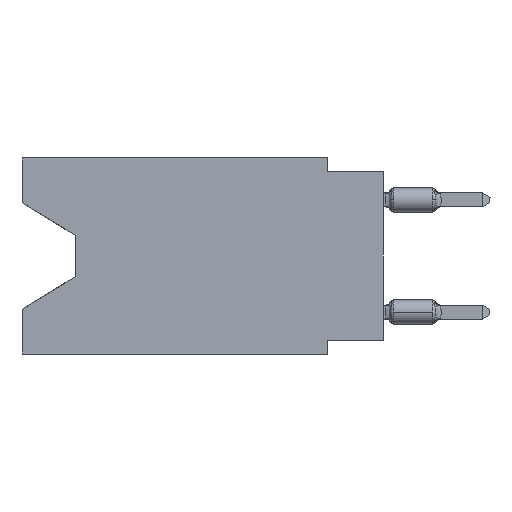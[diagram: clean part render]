
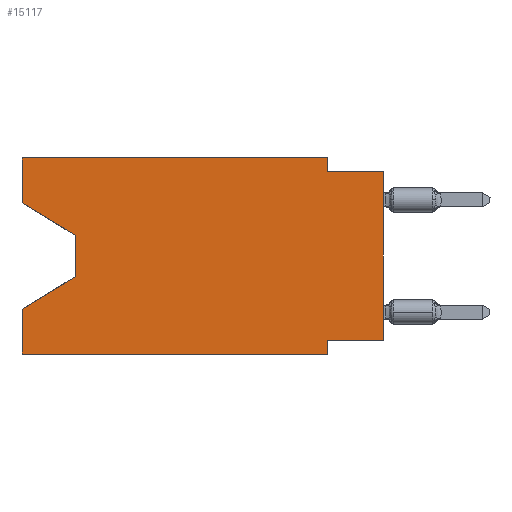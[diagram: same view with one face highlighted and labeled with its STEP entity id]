
A CAD part, left-side view. The second image highlights one B-rep face of the part: STEP entity #15117.
In plain terms, the highlighted planar face has unit normal (-1, 0, 0).
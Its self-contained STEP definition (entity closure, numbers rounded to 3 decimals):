
#1688 = DIRECTION ( 'NONE',  ( 0., 0., 1. ) ) ;
#1745 = LINE ( 'NONE', #44308, #19096 ) ;
#2289 = CARTESIAN_POINT ( 'NONE',  ( 0., 2.54, 0. ) ) ;
#4095 = CARTESIAN_POINT ( 'NONE',  ( 0., 0., -8.255 ) ) ;
#4379 = CARTESIAN_POINT ( 'NONE',  ( 0., 0., -8.255 ) ) ;
#5188 = VERTEX_POINT ( 'NONE', #26487 ) ;
#5438 = ORIENTED_EDGE ( 'NONE', *, *, #47636, .F. ) ;
#5441 = CARTESIAN_POINT ( 'NONE',  ( 0., 16.383, 0. ) ) ;
#5986 = LINE ( 'NONE', #20594, #12489 ) ;
#6558 = LINE ( 'NONE', #25534, #22968 ) ;
#6629 = CARTESIAN_POINT ( 'NONE',  ( 0., 16.383, -2.038 ) ) ;
#7762 = LINE ( 'NONE', #22660, #46871 ) ;
#8461 = DIRECTION ( 'NONE',  ( 0., 1., 0. ) ) ;
#11328 = CARTESIAN_POINT ( 'NONE',  ( 0., 0., 0. ) ) ;
#11675 = ORIENTED_EDGE ( 'NONE', *, *, #33110, .T. ) ;
#12100 = DIRECTION ( 'NONE',  ( 1., 0., 0. ) ) ;
#12353 = CARTESIAN_POINT ( 'NONE',  ( 0., 2.54, -0.635 ) ) ;
#12489 = VECTOR ( 'NONE', #56975, 1000. ) ;
#12662 = EDGE_LOOP ( 'NONE', ( #50067, #11675, #47681, #5438, #58827, #18883, #23096, #27472, #59307, #15393, #50864, #35340 ) ) ;
#13023 = CARTESIAN_POINT ( 'NONE',  ( 0., 16.383, 0. ) ) ;
#13599 = VERTEX_POINT ( 'NONE', #14600 ) ;
#13673 = CARTESIAN_POINT ( 'NONE',  ( 0., 2.54, -8.255 ) ) ;
#14600 = CARTESIAN_POINT ( 'NONE',  ( 0., 0., -0.635 ) ) ;
#15117 = ADVANCED_FACE ( 'NONE', ( #36005 ), #50284, .F. ) ;
#15393 = ORIENTED_EDGE ( 'NONE', *, *, #48944, .F. ) ;
#16232 = EDGE_CURVE ( 'NONE', #31900, #35178, #59653, .T. ) ;
#17077 = CARTESIAN_POINT ( 'NONE',  ( 0., 2.54, -8.89 ) ) ;
#17085 = VERTEX_POINT ( 'NONE', #45602 ) ;
#17827 = EDGE_CURVE ( 'NONE', #35548, #42438, #6558, .T. ) ;
#18883 = ORIENTED_EDGE ( 'NONE', *, *, #16232, .F. ) ;
#19096 = VECTOR ( 'NONE', #20381, 1000. ) ;
#19242 = LINE ( 'NONE', #28573, #36506 ) ;
#19287 = EDGE_CURVE ( 'NONE', #43182, #13599, #44250, .T. ) ;
#19543 = VECTOR ( 'NONE', #31523, 1000. ) ;
#20381 = DIRECTION ( 'NONE',  ( 0., -1., 0. ) ) ;
#20594 = CARTESIAN_POINT ( 'NONE',  ( 0., 13.97, -3.505 ) ) ;
#22062 = VECTOR ( 'NONE', #1688, 1000. ) ;
#22660 = CARTESIAN_POINT ( 'NONE',  ( 0., 16.383, -2.038 ) ) ;
#22664 = LINE ( 'NONE', #5441, #45708 ) ;
#22968 = VECTOR ( 'NONE', #34222, 1000. ) ;
#23096 = ORIENTED_EDGE ( 'NONE', *, *, #34552, .F. ) ;
#23419 = LINE ( 'NONE', #61351, #53084 ) ;
#24421 = DIRECTION ( 'NONE',  ( 0., 0., 1. ) ) ;
#25534 = CARTESIAN_POINT ( 'NONE',  ( 0., 16.383, 0. ) ) ;
#26235 = DIRECTION ( 'NONE',  ( 0., -1., 0. ) ) ;
#26487 = CARTESIAN_POINT ( 'NONE',  ( 0., 2.54, 0. ) ) ;
#26886 = CARTESIAN_POINT ( 'NONE',  ( 0., 2.54, -8.89 ) ) ;
#27460 = CARTESIAN_POINT ( 'NONE',  ( 0., 16.383, -6.852 ) ) ;
#27472 = ORIENTED_EDGE ( 'NONE', *, *, #19287, .T. ) ;
#28378 = DIRECTION ( 'NONE',  ( 0., 0.855, -0.519 ) ) ;
#28573 = CARTESIAN_POINT ( 'NONE',  ( 0., 0., -0.635 ) ) ;
#28916 = CARTESIAN_POINT ( 'NONE',  ( 0., 13.97, -5.385 ) ) ;
#29424 = EDGE_CURVE ( 'NONE', #35548, #44761, #7762, .T. ) ;
#30275 = LINE ( 'NONE', #2289, #59447 ) ;
#31523 = DIRECTION ( 'NONE',  ( 0., -1., 0. ) ) ;
#31900 = VERTEX_POINT ( 'NONE', #13673 ) ;
#32115 = CARTESIAN_POINT ( 'NONE',  ( 0., 16.383, 0. ) ) ;
#33110 = EDGE_CURVE ( 'NONE', #44761, #47300, #5986, .T. ) ;
#33650 = VERTEX_POINT ( 'NONE', #12353 ) ;
#34222 = DIRECTION ( 'NONE',  ( 0., 0., 1. ) ) ;
#34552 = EDGE_CURVE ( 'NONE', #43182, #31900, #60984, .T. ) ;
#35178 = VERTEX_POINT ( 'NONE', #26886 ) ;
#35340 = ORIENTED_EDGE ( 'NONE', *, *, #17827, .F. ) ;
#35548 = VERTEX_POINT ( 'NONE', #6629 ) ;
#36005 = FACE_OUTER_BOUND ( 'NONE', #12662, .T. ) ;
#36016 = DIRECTION ( 'NONE',  ( 0., 0., -1. ) ) ;
#36310 = DIRECTION ( 'NONE',  ( 0., 0., -1. ) ) ;
#36506 = VECTOR ( 'NONE', #26235, 1000. ) ;
#37054 = EDGE_CURVE ( 'NONE', #33650, #13599, #19242, .T. ) ;
#40994 = DIRECTION ( 'NONE',  ( 0., -0.855, -0.519 ) ) ;
#41490 = EDGE_CURVE ( 'NONE', #42438, #5188, #50742, .T. ) ;
#42438 = VERTEX_POINT ( 'NONE', #51219 ) ;
#42658 = VECTOR ( 'NONE', #36016, 1000. ) ;
#43182 = VERTEX_POINT ( 'NONE', #4379 ) ;
#44250 = LINE ( 'NONE', #11328, #22062 ) ;
#44308 = CARTESIAN_POINT ( 'NONE',  ( 0., 16.383, -8.89 ) ) ;
#44761 = VERTEX_POINT ( 'NONE', #51521 ) ;
#45602 = CARTESIAN_POINT ( 'NONE',  ( 0., 16.383, -8.89 ) ) ;
#45656 = VERTEX_POINT ( 'NONE', #27460 ) ;
#45708 = VECTOR ( 'NONE', #24421, 1000. ) ;
#46871 = VECTOR ( 'NONE', #40994, 1000. ) ;
#47300 = VERTEX_POINT ( 'NONE', #28916 ) ;
#47636 = EDGE_CURVE ( 'NONE', #17085, #45656, #22664, .T. ) ;
#47681 = ORIENTED_EDGE ( 'NONE', *, *, #53941, .T. ) ;
#48944 = EDGE_CURVE ( 'NONE', #5188, #33650, #30275, .T. ) ;
#49202 = DIRECTION ( 'NONE',  ( 0., 0., -1. ) ) ;
#50067 = ORIENTED_EDGE ( 'NONE', *, *, #29424, .T. ) ;
#50284 = PLANE ( 'NONE',  #51367 ) ;
#50742 = LINE ( 'NONE', #32115, #19543 ) ;
#50864 = ORIENTED_EDGE ( 'NONE', *, *, #41490, .F. ) ;
#51219 = CARTESIAN_POINT ( 'NONE',  ( 0., 16.383, 0. ) ) ;
#51367 = AXIS2_PLACEMENT_3D ( 'NONE', #13023, #12100, #36310 ) ;
#51521 = CARTESIAN_POINT ( 'NONE',  ( 0., 13.97, -3.505 ) ) ;
#53084 = VECTOR ( 'NONE', #28378, 1000. ) ;
#53941 = EDGE_CURVE ( 'NONE', #47300, #45656, #23419, .T. ) ;
#54175 = VECTOR ( 'NONE', #8461, 1000. ) ;
#56975 = DIRECTION ( 'NONE',  ( 0., 0., -1. ) ) ;
#58827 = ORIENTED_EDGE ( 'NONE', *, *, #60603, .T. ) ;
#59307 = ORIENTED_EDGE ( 'NONE', *, *, #37054, .F. ) ;
#59447 = VECTOR ( 'NONE', #49202, 1000. ) ;
#59653 = LINE ( 'NONE', #17077, #42658 ) ;
#60603 = EDGE_CURVE ( 'NONE', #17085, #35178, #1745, .T. ) ;
#60984 = LINE ( 'NONE', #4095, #54175 ) ;
#61351 = CARTESIAN_POINT ( 'NONE',  ( 0., 13.97, -5.385 ) ) ;
